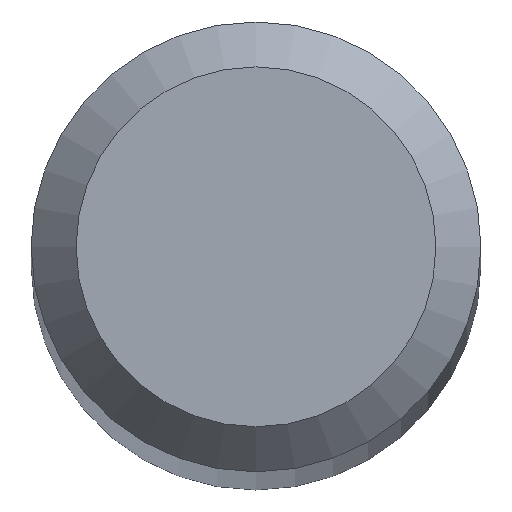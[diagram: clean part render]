
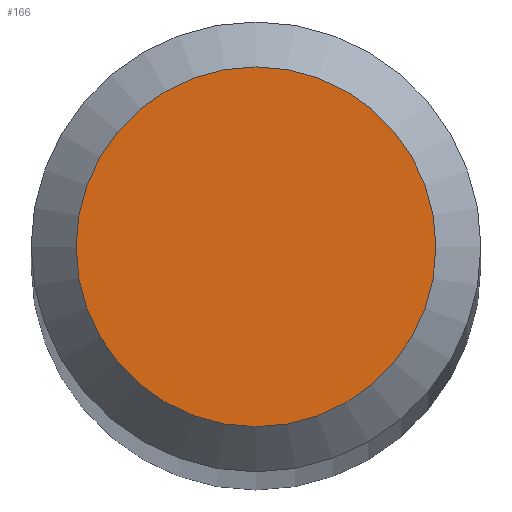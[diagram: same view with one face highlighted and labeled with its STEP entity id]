
A CAD part, top view. The second image highlights one B-rep face of the part: STEP entity #166.
In plain terms, the highlighted planar face has unit normal (0, 0, 1).
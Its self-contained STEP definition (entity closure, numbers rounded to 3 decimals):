
#5 = FACE_OUTER_BOUND ( 'NONE', #147, .T. ) ;
#6 = CARTESIAN_POINT ( 'NONE',  ( 0., 0.4, 30. ) ) ;
#18 = AXIS2_PLACEMENT_3D ( 'NONE', #19, #126, #172 ) ;
#19 = CARTESIAN_POINT ( 'NONE',  ( 0., 0., 30. ) ) ;
#26 = EDGE_CURVE ( 'NONE', #110, #110, #41, .T. ) ;
#27 = DIRECTION ( 'NONE',  ( 0., 0., -1. ) ) ;
#41 = CIRCLE ( 'NONE', #18, 0.4 ) ;
#44 = DIRECTION ( 'NONE',  ( 0., 1., 0. ) ) ;
#110 = VERTEX_POINT ( 'NONE', #6 ) ;
#126 = DIRECTION ( 'NONE',  ( 0., 0., -1. ) ) ;
#142 = ORIENTED_EDGE ( 'NONE', *, *, #26, .F. ) ;
#147 = EDGE_LOOP ( 'NONE', ( #142 ) ) ;
#153 = AXIS2_PLACEMENT_3D ( 'NONE', #157, #27, #44 ) ;
#157 = CARTESIAN_POINT ( 'NONE',  ( 0., 0., 30. ) ) ;
#166 = ADVANCED_FACE ( 'NONE', ( #5 ), #171, .F. ) ;
#171 = PLANE ( 'NONE',  #153 ) ;
#172 = DIRECTION ( 'NONE',  ( 0., 1., 0. ) ) ;
